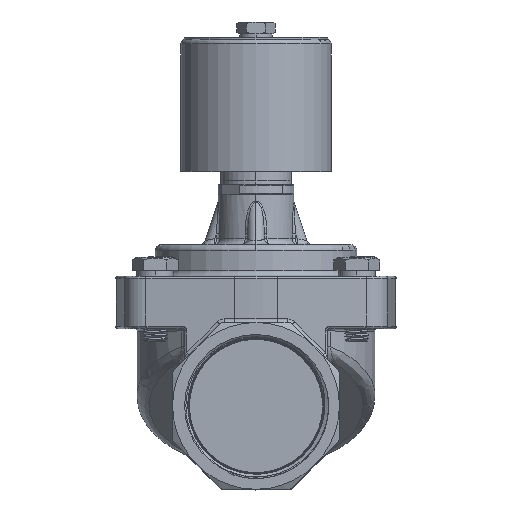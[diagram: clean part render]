
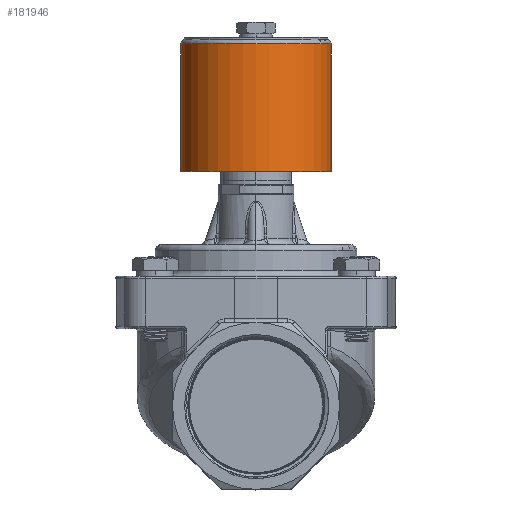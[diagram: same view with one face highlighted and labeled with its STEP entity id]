
A CAD part, top view. The second image highlights one B-rep face of the part: STEP entity #181946.
In plain terms, the highlighted cylindrical face has radius 31.5 mm (diameter 63 mm), a partial arc.
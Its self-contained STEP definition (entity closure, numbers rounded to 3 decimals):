
#2158 = ORIENTED_EDGE ( 'NONE', *, *, #181558, .T. ) ;
#8838 = CARTESIAN_POINT ( 'NONE',  ( 7.236, 25.533, 90.345 ) ) ;
#10932 = VECTOR ( 'NONE', #132056, 1000. ) ;
#12900 = DIRECTION ( 'NONE',  ( 0., 1., 0. ) ) ;
#18562 = VECTOR ( 'NONE', #33961, 1000. ) ;
#18880 = EDGE_CURVE ( 'NONE', #182206, #72943, #113292, .T. ) ;
#20401 = CARTESIAN_POINT ( 'NONE',  ( 38.736, 79.033, 90.345 ) ) ;
#26113 = FACE_OUTER_BOUND ( 'NONE', #137617, .T. ) ;
#30834 = CARTESIAN_POINT ( 'NONE',  ( 7.236, 79.033, 90.345 ) ) ;
#33961 = DIRECTION ( 'NONE',  ( 0., 1., 0. ) ) ;
#34642 = DIRECTION ( 'NONE',  ( 1., 0., 0. ) ) ;
#37300 = VERTEX_POINT ( 'NONE', #63117 ) ;
#45615 = CARTESIAN_POINT ( 'NONE',  ( 70.236, 79.033, 90.345 ) ) ;
#50752 = AXIS2_PLACEMENT_3D ( 'NONE', #145750, #60964, #160001 ) ;
#55614 = CARTESIAN_POINT ( 'NONE',  ( 38.736, 25.533, 90.345 ) ) ;
#56252 = LINE ( 'NONE', #147275, #18562 ) ;
#60302 = VERTEX_POINT ( 'NONE', #8838 ) ;
#60964 = DIRECTION ( 'NONE',  ( 0., 1., 0. ) ) ;
#63117 = CARTESIAN_POINT ( 'NONE',  ( 70.236, 25.533, 90.345 ) ) ;
#72943 = VERTEX_POINT ( 'NONE', #30834 ) ;
#98882 = DIRECTION ( 'NONE',  ( 1., 0., 0. ) ) ;
#113292 = CIRCLE ( 'NONE', #134486, 31.5 ) ;
#119394 = DIRECTION ( 'NONE',  ( 0., -1., 0. ) ) ;
#119518 = AXIS2_PLACEMENT_3D ( 'NONE', #55614, #12900, #98882 ) ;
#123840 = LINE ( 'NONE', #146283, #10932 ) ;
#129486 = ORIENTED_EDGE ( 'NONE', *, *, #133696, .T. ) ;
#132056 = DIRECTION ( 'NONE',  ( 0., 1., 0. ) ) ;
#133696 = EDGE_CURVE ( 'NONE', #37300, #182206, #123840, .T. ) ;
#134486 = AXIS2_PLACEMENT_3D ( 'NONE', #20401, #119394, #34642 ) ;
#137617 = EDGE_LOOP ( 'NONE', ( #179242, #2158, #129486, #158683 ) ) ;
#145750 = CARTESIAN_POINT ( 'NONE',  ( 38.736, 25.533, 90.345 ) ) ;
#146283 = CARTESIAN_POINT ( 'NONE',  ( 70.236, 25.533, 90.345 ) ) ;
#147275 = CARTESIAN_POINT ( 'NONE',  ( 7.236, 25.533, 90.345 ) ) ;
#154589 = CYLINDRICAL_SURFACE ( 'NONE', #119518, 31.5 ) ;
#157001 = CIRCLE ( 'NONE', #50752, 31.5 ) ;
#158683 = ORIENTED_EDGE ( 'NONE', *, *, #18880, .T. ) ;
#160001 = DIRECTION ( 'NONE',  ( 1., 0., 0. ) ) ;
#178598 = EDGE_CURVE ( 'NONE', #60302, #72943, #56252, .T. ) ;
#179242 = ORIENTED_EDGE ( 'NONE', *, *, #178598, .F. ) ;
#181558 = EDGE_CURVE ( 'NONE', #60302, #37300, #157001, .T. ) ;
#181946 = ADVANCED_FACE ( 'NONE', ( #26113 ), #154589, .T. ) ;
#182206 = VERTEX_POINT ( 'NONE', #45615 ) ;
